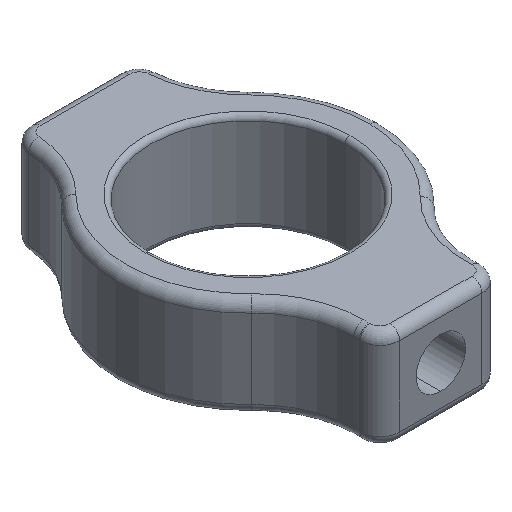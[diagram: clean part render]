
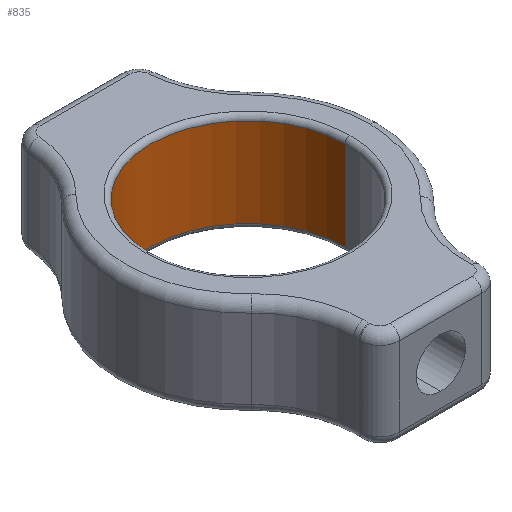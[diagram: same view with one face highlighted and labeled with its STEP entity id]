
A CAD part, isometric view. The second image highlights one B-rep face of the part: STEP entity #835.
In plain terms, the highlighted cylindrical face has radius 9.81 mm (diameter 19.62 mm), a partial arc.
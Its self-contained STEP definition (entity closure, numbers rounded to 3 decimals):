
#33 = CARTESIAN_POINT ( 'NONE',  ( 0., 0., 9.5 ) ) ;
#140 = DIRECTION ( 'NONE',  ( 1., 0., 0. ) ) ;
#167 = CIRCLE ( 'NONE', #1223, 9.81 ) ;
#192 = VERTEX_POINT ( 'NONE', #1391 ) ;
#201 = DIRECTION ( 'NONE',  ( 0., 0., -1. ) ) ;
#275 = LINE ( 'NONE', #1193, #850 ) ;
#309 = CARTESIAN_POINT ( 'NONE',  ( -9.81, 0., 10. ) ) ;
#320 = DIRECTION ( 'NONE',  ( 0., 0., -1. ) ) ;
#358 = CYLINDRICAL_SURFACE ( 'NONE', #767, 9.81 ) ;
#620 = DIRECTION ( 'NONE',  ( 1., 0., 0. ) ) ;
#632 = VERTEX_POINT ( 'NONE', #1123 ) ;
#675 = ORIENTED_EDGE ( 'NONE', *, *, #1532, .T. ) ;
#730 = EDGE_LOOP ( 'NONE', ( #1114, #876, #675, #1021 ) ) ;
#739 = EDGE_CURVE ( 'NONE', #1474, #1034, #275, .T. ) ;
#767 = AXIS2_PLACEMENT_3D ( 'NONE', #1657, #1781, #1495 ) ;
#835 = ADVANCED_FACE ( 'NONE', ( #1774 ), #358, .F. ) ;
#850 = VECTOR ( 'NONE', #320, 1000. ) ;
#876 = ORIENTED_EDGE ( 'NONE', *, *, #1626, .T. ) ;
#1004 = EDGE_CURVE ( 'NONE', #632, #1034, #167, .T. ) ;
#1021 = ORIENTED_EDGE ( 'NONE', *, *, #1004, .T. ) ;
#1034 = VERTEX_POINT ( 'NONE', #1395 ) ;
#1114 = ORIENTED_EDGE ( 'NONE', *, *, #739, .F. ) ;
#1120 = CARTESIAN_POINT ( 'NONE',  ( 9.81, 0., 9.5 ) ) ;
#1123 = CARTESIAN_POINT ( 'NONE',  ( -9.81, 0., 0.5 ) ) ;
#1182 = LINE ( 'NONE', #309, #1516 ) ;
#1193 = CARTESIAN_POINT ( 'NONE',  ( 9.81, 0., 10. ) ) ;
#1200 = CARTESIAN_POINT ( 'NONE',  ( 0., 0., 0.5 ) ) ;
#1223 = AXIS2_PLACEMENT_3D ( 'NONE', #1200, #201, #140 ) ;
#1296 = AXIS2_PLACEMENT_3D ( 'NONE', #33, #1358, #620 ) ;
#1358 = DIRECTION ( 'NONE',  ( 0., 0., 1. ) ) ;
#1391 = CARTESIAN_POINT ( 'NONE',  ( -9.81, 0., 9.5 ) ) ;
#1395 = CARTESIAN_POINT ( 'NONE',  ( 9.81, 0., 0.5 ) ) ;
#1474 = VERTEX_POINT ( 'NONE', #1120 ) ;
#1495 = DIRECTION ( 'NONE',  ( -1., 0., 0. ) ) ;
#1516 = VECTOR ( 'NONE', #1632, 1000. ) ;
#1532 = EDGE_CURVE ( 'NONE', #192, #632, #1182, .T. ) ;
#1581 = CIRCLE ( 'NONE', #1296, 9.81 ) ;
#1626 = EDGE_CURVE ( 'NONE', #1474, #192, #1581, .T. ) ;
#1632 = DIRECTION ( 'NONE',  ( 0., 0., -1. ) ) ;
#1657 = CARTESIAN_POINT ( 'NONE',  ( 0., 0., 10. ) ) ;
#1774 = FACE_OUTER_BOUND ( 'NONE', #730, .T. ) ;
#1781 = DIRECTION ( 'NONE',  ( 0., 0., -1. ) ) ;
